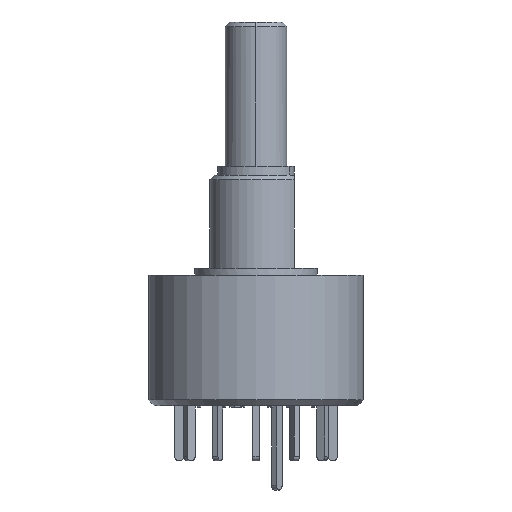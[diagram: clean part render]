
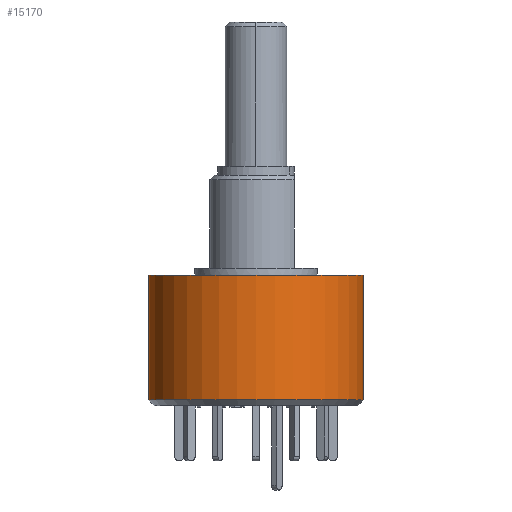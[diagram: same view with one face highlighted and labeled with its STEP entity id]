
A CAD part, left-side view. The second image highlights one B-rep face of the part: STEP entity #15170.
In plain terms, the highlighted cylindrical face has radius 7 mm (diameter 14 mm), a partial arc.
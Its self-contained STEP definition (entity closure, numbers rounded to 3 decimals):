
#188 = CARTESIAN_POINT ( 'NONE',  ( 0., 7., -8.574 ) ) ;
#196 = CARTESIAN_POINT ( 'NONE',  ( 0., -7., -0.45 ) ) ;
#1546 = VERTEX_POINT ( 'NONE', #188 ) ;
#1626 = CARTESIAN_POINT ( 'NONE',  ( 0., -7., -0.45 ) ) ;
#1969 = FACE_OUTER_BOUND ( 'NONE', #12573, .T. ) ;
#2674 = CIRCLE ( 'NONE', #5390, 7. ) ;
#3280 = AXIS2_PLACEMENT_3D ( 'NONE', #6374, #14002, #16762 ) ;
#4422 = DIRECTION ( 'NONE',  ( 0., 0., -1. ) ) ;
#4702 = ORIENTED_EDGE ( 'NONE', *, *, #17256, .T. ) ;
#5206 = CARTESIAN_POINT ( 'NONE',  ( 0., -7., -8.574 ) ) ;
#5390 = AXIS2_PLACEMENT_3D ( 'NONE', #14285, #6964, #8466 ) ;
#5824 = CARTESIAN_POINT ( 'NONE',  ( 0., 7., -0.45 ) ) ;
#6374 = CARTESIAN_POINT ( 'NONE',  ( 0., 0., -8.574 ) ) ;
#6410 = VECTOR ( 'NONE', #7888, 1000. ) ;
#6579 = EDGE_CURVE ( 'NONE', #16697, #15839, #2674, .T. ) ;
#6830 = CARTESIAN_POINT ( 'NONE',  ( 0., 0., -0.45 ) ) ;
#6964 = DIRECTION ( 'NONE',  ( 0., 0., 1. ) ) ;
#7091 = DIRECTION ( 'NONE',  ( 0., 0., -1. ) ) ;
#7595 = CARTESIAN_POINT ( 'NONE',  ( 0., 7., -0.45 ) ) ;
#7653 = EDGE_CURVE ( 'NONE', #15839, #14159, #14202, .T. ) ;
#7888 = DIRECTION ( 'NONE',  ( 0., 0., -1. ) ) ;
#8466 = DIRECTION ( 'NONE',  ( 0., -1., 0. ) ) ;
#9390 = ORIENTED_EDGE ( 'NONE', *, *, #7653, .F. ) ;
#9616 = ORIENTED_EDGE ( 'NONE', *, *, #11128, .T. ) ;
#10632 = AXIS2_PLACEMENT_3D ( 'NONE', #6830, #7091, #18837 ) ;
#11128 = EDGE_CURVE ( 'NONE', #1546, #14159, #15522, .T. ) ;
#12181 = VECTOR ( 'NONE', #4422, 1000. ) ;
#12573 = EDGE_LOOP ( 'NONE', ( #9390, #14430, #4702, #9616 ) ) ;
#14002 = DIRECTION ( 'NONE',  ( 0., 0., 1. ) ) ;
#14159 = VERTEX_POINT ( 'NONE', #5206 ) ;
#14202 = LINE ( 'NONE', #1626, #12181 ) ;
#14285 = CARTESIAN_POINT ( 'NONE',  ( 0., 0., -0.45 ) ) ;
#14430 = ORIENTED_EDGE ( 'NONE', *, *, #6579, .F. ) ;
#14924 = CYLINDRICAL_SURFACE ( 'NONE', #10632, 7. ) ;
#15170 = ADVANCED_FACE ( 'NONE', ( #1969 ), #14924, .T. ) ;
#15522 = CIRCLE ( 'NONE', #3280, 7. ) ;
#15839 = VERTEX_POINT ( 'NONE', #196 ) ;
#16697 = VERTEX_POINT ( 'NONE', #7595 ) ;
#16762 = DIRECTION ( 'NONE',  ( 0., -1., 0. ) ) ;
#17256 = EDGE_CURVE ( 'NONE', #16697, #1546, #17562, .T. ) ;
#17562 = LINE ( 'NONE', #5824, #6410 ) ;
#18837 = DIRECTION ( 'NONE',  ( 0., 1., 0. ) ) ;
